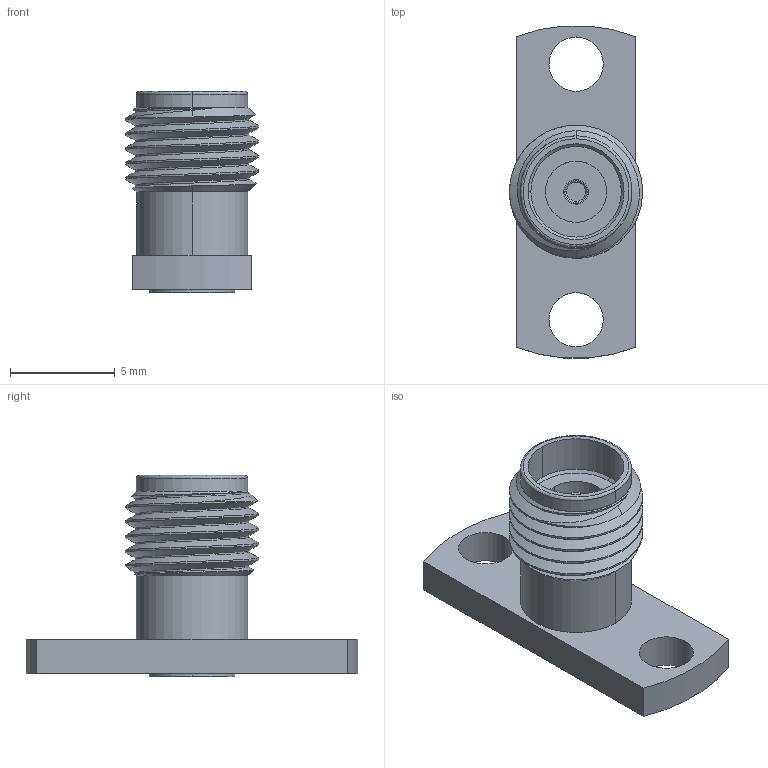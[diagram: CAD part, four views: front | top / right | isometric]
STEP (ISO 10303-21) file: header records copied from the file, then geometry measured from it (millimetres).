
FILE_DESCRIPTION (( 'STEP AP203' ), '1' );
FILE_NAME ('PE44229.step', '2019-09-19T14:36:53', ( '' ), ( '' ), 'SwSTEP 2.0', 'SolidWorks 2018', '' );
FILE_SCHEMA (( 'CONFIG_CONTROL_DESIGN' ));
Length unit declared in the file: inch
Products named in the file (1): PE44229
Bounding box: 6.34 x 15.83 x 9.6 mm (x, y, z)
Volume: 271.2 mm3; surface area: 530.8 mm2
Topology: 1 solids, 1 shells, 82 faces, 207 edges, 137 vertices
Faces by surface type: cylinder 35, plane 30, cone 12, bspline 5
Entity records: 3504 total; most frequent: CARTESIAN_POINT 1474, ORIENTED_EDGE 414, DIRECTION 409, EDGE_CURVE 207, AXIS2_PLACEMENT_3D 165, VERTEX_POINT 137, EDGE_LOOP 96, CIRCLE 87
